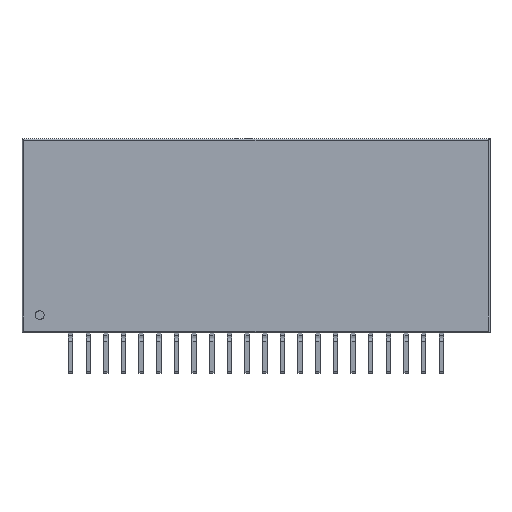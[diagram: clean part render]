
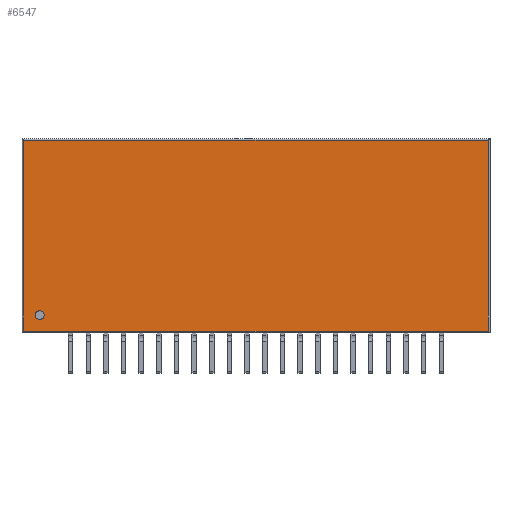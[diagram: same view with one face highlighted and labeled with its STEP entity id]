
A CAD part, front view. The second image highlights one B-rep face of the part: STEP entity #6547.
In plain terms, the highlighted planar face has unit normal (0, -1, 0).
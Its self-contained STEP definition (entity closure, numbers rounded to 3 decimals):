
#874 = VERTEX_POINT('',#875);
#875 = CARTESIAN_POINT('',(47.3,-6.1,1.2));
#884 = VERTEX_POINT('',#885);
#885 = CARTESIAN_POINT('',(47.3,-6.1,22.8));
#892 = EDGE_CURVE('',#874,#884,#893,.T.);
#893 = LINE('',#894,#895);
#894 = CARTESIAN_POINT('',(47.3,-6.1,1.));
#895 = VECTOR('',#896,1.);
#896 = DIRECTION('',(0.,0.,1.));
#963 = VERTEX_POINT('',#964);
#964 = CARTESIAN_POINT('',(-5.3,-6.1,1.2));
#973 = EDGE_CURVE('',#963,#874,#974,.T.);
#974 = LINE('',#975,#976);
#975 = CARTESIAN_POINT('',(-5.5,-6.1,1.2));
#976 = VECTOR('',#977,1.);
#977 = DIRECTION('',(1.,0.,0.));
#6547 = ADVANCED_FACE('',(#6548,#6566),#6577,.F.);
#6548 = FACE_BOUND('',#6549,.F.);
#6549 = EDGE_LOOP('',(#6550,#6551,#6559,#6565));
#6550 = ORIENTED_EDGE('',*,*,#973,.F.);
#6551 = ORIENTED_EDGE('',*,*,#6552,.T.);
#6552 = EDGE_CURVE('',#963,#6553,#6555,.T.);
#6553 = VERTEX_POINT('',#6554);
#6554 = CARTESIAN_POINT('',(-5.3,-6.1,22.8));
#6555 = LINE('',#6556,#6557);
#6556 = CARTESIAN_POINT('',(-5.3,-6.1,1.));
#6557 = VECTOR('',#6558,1.);
#6558 = DIRECTION('',(0.,0.,1.));
#6559 = ORIENTED_EDGE('',*,*,#6560,.T.);
#6560 = EDGE_CURVE('',#6553,#884,#6561,.T.);
#6561 = LINE('',#6562,#6563);
#6562 = CARTESIAN_POINT('',(-5.5,-6.1,22.8));
#6563 = VECTOR('',#6564,1.);
#6564 = DIRECTION('',(1.,0.,0.));
#6565 = ORIENTED_EDGE('',*,*,#892,.F.);
#6566 = FACE_BOUND('',#6567,.F.);
#6567 = EDGE_LOOP('',(#6568));
#6568 = ORIENTED_EDGE('',*,*,#6569,.T.);
#6569 = EDGE_CURVE('',#6570,#6570,#6572,.T.);
#6570 = VERTEX_POINT('',#6571);
#6571 = CARTESIAN_POINT('',(-3.,-6.1,3.));
#6572 = CIRCLE('',#6573,0.5);
#6573 = AXIS2_PLACEMENT_3D('',#6574,#6575,#6576);
#6574 = CARTESIAN_POINT('',(-3.5,-6.1,3.));
#6575 = DIRECTION('',(0.,-1.,0.));
#6576 = DIRECTION('',(1.,0.,0.));
#6577 = PLANE('',#6578);
#6578 = AXIS2_PLACEMENT_3D('',#6579,#6580,#6581);
#6579 = CARTESIAN_POINT('',(-5.5,-6.1,1.));
#6580 = DIRECTION('',(0.,1.,0.));
#6581 = DIRECTION('',(1.,0.,0.));
